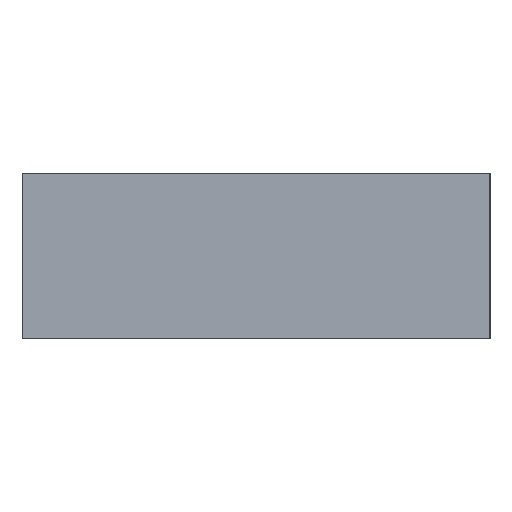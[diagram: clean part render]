
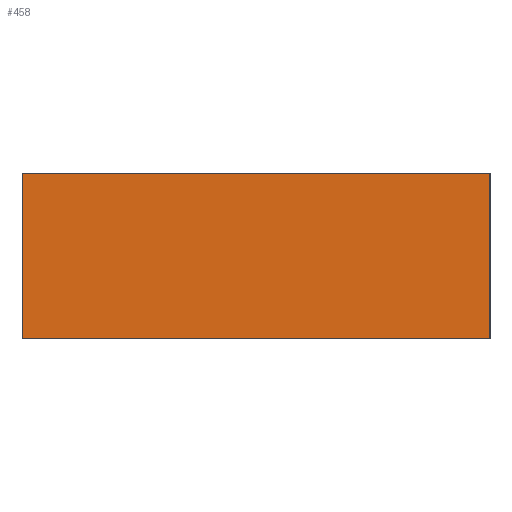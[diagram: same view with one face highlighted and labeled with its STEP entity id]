
A CAD part, left-side view. The second image highlights one B-rep face of the part: STEP entity #458.
In plain terms, the highlighted planar face has unit normal (-1, 0, 0).
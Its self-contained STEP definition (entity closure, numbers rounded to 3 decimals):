
#32=FACE_OUTER_BOUND('',#60,.T.);
#60=EDGE_LOOP('',(#343,#344,#345,#346));
#106=LINE('',#696,#166);
#107=LINE('',#699,#167);
#108=LINE('',#701,#168);
#109=LINE('',#702,#169);
#166=VECTOR('',#570,10.);
#167=VECTOR('',#573,10.);
#168=VECTOR('',#574,10.);
#169=VECTOR('',#575,10.);
#215=VERTEX_POINT('',#689);
#218=VERTEX_POINT('',#694);
#219=VERTEX_POINT('',#698);
#220=VERTEX_POINT('',#700);
#266=EDGE_CURVE('',#215,#218,#106,.T.);
#267=EDGE_CURVE('',#219,#215,#107,.T.);
#268=EDGE_CURVE('',#220,#218,#108,.T.);
#269=EDGE_CURVE('',#219,#220,#109,.T.);
#343=ORIENTED_EDGE('',*,*,#267,.T.);
#344=ORIENTED_EDGE('',*,*,#266,.T.);
#345=ORIENTED_EDGE('',*,*,#268,.F.);
#346=ORIENTED_EDGE('',*,*,#269,.F.);
#430=PLANE('',#502);
#458=ADVANCED_FACE('',(#32),#430,.T.);
#502=AXIS2_PLACEMENT_3D('',#697,#571,#572);
#570=DIRECTION('',(0.,0.,1.));
#571=DIRECTION('center_axis',(-1.,0.,0.));
#572=DIRECTION('ref_axis',(0.,-1.,0.));
#573=DIRECTION('',(0.,-1.,0.));
#574=DIRECTION('',(0.,-1.,0.));
#575=DIRECTION('',(0.,0.,1.));
#689=CARTESIAN_POINT('',(-2.85,-1.7,1.3));
#694=CARTESIAN_POINT('',(-2.85,-1.7,2.5));
#696=CARTESIAN_POINT('',(-2.85,-1.7,1.3));
#697=CARTESIAN_POINT('Origin',(-2.85,1.7,1.3));
#698=CARTESIAN_POINT('',(-2.85,1.7,1.3));
#699=CARTESIAN_POINT('',(-2.85,1.7,1.3));
#700=CARTESIAN_POINT('',(-2.85,1.7,2.5));
#701=CARTESIAN_POINT('',(-2.85,1.7,2.5));
#702=CARTESIAN_POINT('',(-2.85,1.7,1.3));
